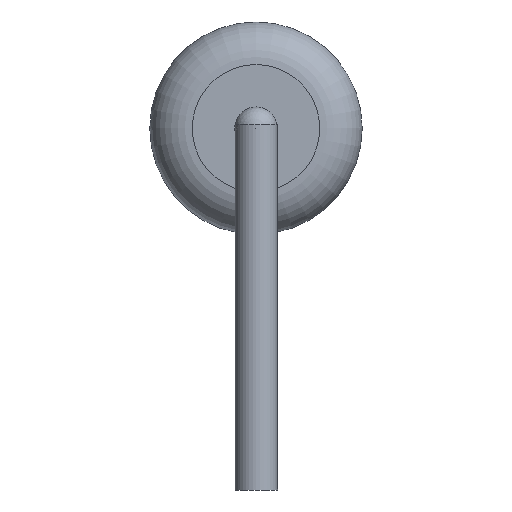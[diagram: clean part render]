
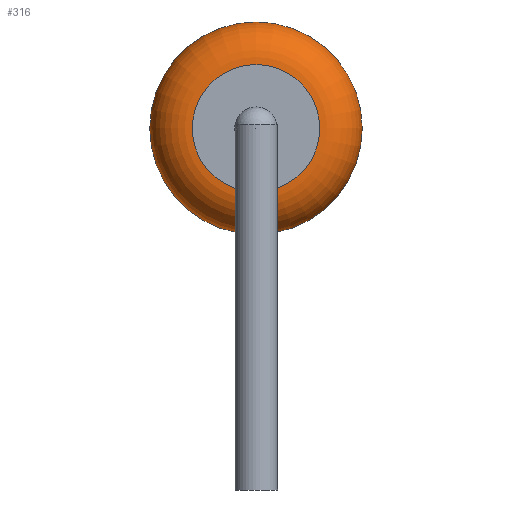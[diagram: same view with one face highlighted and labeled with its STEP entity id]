
A CAD part, left-side view. The second image highlights one B-rep face of the part: STEP entity #316.
In plain terms, the highlighted toroidal (fillet/blend) face has major radius 0.75 mm and minor radius 0.5 mm.
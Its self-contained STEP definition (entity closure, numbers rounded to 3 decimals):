
#16=TOROIDAL_SURFACE('',#387,0.75,0.5);
#65=FACE_OUTER_BOUND('',#91,.T.);
#91=EDGE_LOOP('',(#270,#271,#272,#273,#274));
#138=CIRCLE('',#388,0.75);
#139=CIRCLE('',#389,0.5);
#140=CIRCLE('',#390,1.25);
#141=CIRCLE('',#391,1.25);
#166=VERTEX_POINT('',#598);
#167=VERTEX_POINT('',#600);
#168=VERTEX_POINT('',#602);
#202=EDGE_CURVE('',#166,#166,#138,.T.);
#203=EDGE_CURVE('',#166,#167,#139,.T.);
#204=EDGE_CURVE('',#167,#168,#140,.T.);
#205=EDGE_CURVE('',#168,#167,#141,.T.);
#270=ORIENTED_EDGE('',*,*,#202,.T.);
#271=ORIENTED_EDGE('',*,*,#203,.T.);
#272=ORIENTED_EDGE('',*,*,#204,.T.);
#273=ORIENTED_EDGE('',*,*,#205,.T.);
#274=ORIENTED_EDGE('',*,*,#203,.F.);
#316=ADVANCED_FACE('',(#65),#16,.T.);
#387=AXIS2_PLACEMENT_3D('',#597,#497,#498);
#388=AXIS2_PLACEMENT_3D('',#599,#499,#500);
#389=AXIS2_PLACEMENT_3D('',#601,#501,#502);
#390=AXIS2_PLACEMENT_3D('',#603,#503,#504);
#391=AXIS2_PLACEMENT_3D('',#604,#505,#506);
#497=DIRECTION('center_axis',(-1.,0.,0.));
#498=DIRECTION('ref_axis',(0.,0.,1.));
#499=DIRECTION('center_axis',(1.,0.,0.));
#500=DIRECTION('ref_axis',(0.,-1.,0.));
#501=DIRECTION('center_axis',(0.,-1.,0.));
#502=DIRECTION('ref_axis',(0.,0.,-1.));
#503=DIRECTION('center_axis',(-1.,0.,0.));
#504=DIRECTION('ref_axis',(0.,-1.,0.));
#505=DIRECTION('center_axis',(-1.,0.,0.));
#506=DIRECTION('ref_axis',(0.,-1.,0.));
#597=CARTESIAN_POINT('Origin',(-1.297,-1.922,2.055));
#598=CARTESIAN_POINT('',(-1.797,-1.922,1.305));
#599=CARTESIAN_POINT('Origin',(-1.797,-1.922,2.055));
#600=CARTESIAN_POINT('',(-1.297,-1.922,0.805));
#601=CARTESIAN_POINT('Origin',(-1.297,-1.922,1.305));
#602=CARTESIAN_POINT('',(-1.297,-0.672,2.055));
#603=CARTESIAN_POINT('Origin',(-1.297,-1.922,2.055));
#604=CARTESIAN_POINT('Origin',(-1.297,-1.922,2.055));
